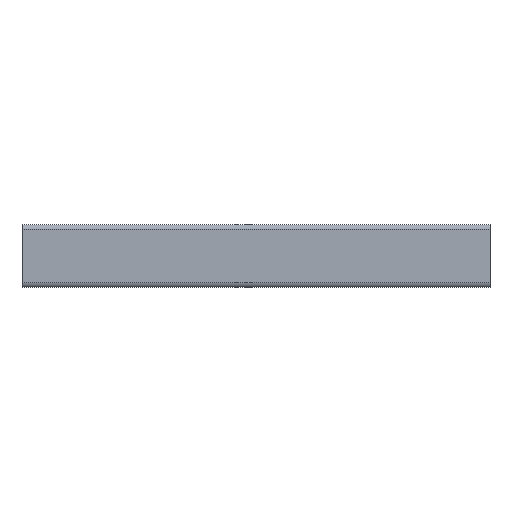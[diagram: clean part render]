
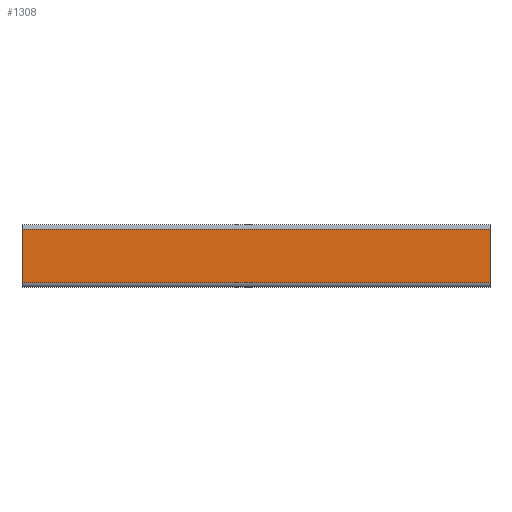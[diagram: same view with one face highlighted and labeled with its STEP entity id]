
A CAD part, left-side view. The second image highlights one B-rep face of the part: STEP entity #1308.
In plain terms, the highlighted face is planar.
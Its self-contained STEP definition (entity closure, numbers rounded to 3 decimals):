
#84 = FACE_OUTER_BOUND ( 'NONE', #1112, .T. ) ;
#85 = PLANE ( 'NONE',  #568 ) ;
#88 = CARTESIAN_POINT ( 'NONE',  ( 20., 17., -300. ) ) ;
#89 = DIRECTION ( 'NONE',  ( -1., 0., 0. ) ) ;
#90 = DIRECTION ( 'NONE',  ( 0., 0., 1. ) ) ;
#232 = VECTOR ( 'NONE', #1604, 1000. ) ;
#408 = VECTOR ( 'NONE', #3124, 1000. ) ;
#435 = VECTOR ( 'NONE', #3075, 1000. ) ;
#456 = VECTOR ( 'NONE', #3197, 1000. ) ;
#568 = AXIS2_PLACEMENT_3D ( 'NONE', #88, #89, #90 ) ;
#782 = EDGE_CURVE ( 'NONE', #2050, #2013, #1616, .T. ) ;
#936 = EDGE_CURVE ( 'NONE', #2110, #2106, #3077, .T. ) ;
#953 = EDGE_CURVE ( 'NONE', #2050, #2110, #3123, .T. ) ;
#982 = EDGE_CURVE ( 'NONE', #2013, #2106, #3206, .T. ) ;
#1112 = EDGE_LOOP ( 'NONE', ( #1456, #1474, #1514, #1490 ) ) ;
#1308 = ADVANCED_FACE ( 'NONE', ( #84 ), #85, .F. ) ;
#1456 = ORIENTED_EDGE ( 'NONE', *, *, #936, .T. ) ;
#1474 = ORIENTED_EDGE ( 'NONE', *, *, #982, .F. ) ;
#1490 = ORIENTED_EDGE ( 'NONE', *, *, #953, .T. ) ;
#1514 = ORIENTED_EDGE ( 'NONE', *, *, #782, .F. ) ;
#1604 = DIRECTION ( 'NONE',  ( 0., -1., 0. ) ) ;
#1616 = LINE ( 'NONE', #1617, #232 ) ;
#1617 = CARTESIAN_POINT ( 'NONE',  ( 20., 17., -300. ) ) ;
#2013 = VERTEX_POINT ( 'NONE', #3456 ) ;
#2050 = VERTEX_POINT ( 'NONE', #3486 ) ;
#2106 = VERTEX_POINT ( 'NONE', #3527 ) ;
#2110 = VERTEX_POINT ( 'NONE', #3530 ) ;
#3075 = DIRECTION ( 'NONE',  ( 0., -1., 0. ) ) ;
#3077 = LINE ( 'NONE', #3082, #435 ) ;
#3082 = CARTESIAN_POINT ( 'NONE',  ( 20., 17., 0. ) ) ;
#3107 = CARTESIAN_POINT ( 'NONE',  ( 20., 17., -300. ) ) ;
#3123 = LINE ( 'NONE', #3107, #408 ) ;
#3124 = DIRECTION ( 'NONE',  ( 0., 0., 1. ) ) ;
#3197 = DIRECTION ( 'NONE',  ( 0., 0., 1. ) ) ;
#3203 = CARTESIAN_POINT ( 'NONE',  ( 20., -17., -300. ) ) ;
#3206 = LINE ( 'NONE', #3203, #456 ) ;
#3456 = CARTESIAN_POINT ( 'NONE',  ( 20., -17., -300. ) ) ;
#3486 = CARTESIAN_POINT ( 'NONE',  ( 20., 17., -300. ) ) ;
#3527 = CARTESIAN_POINT ( 'NONE',  ( 20., -17., 0. ) ) ;
#3530 = CARTESIAN_POINT ( 'NONE',  ( 20., 17., 0. ) ) ;
